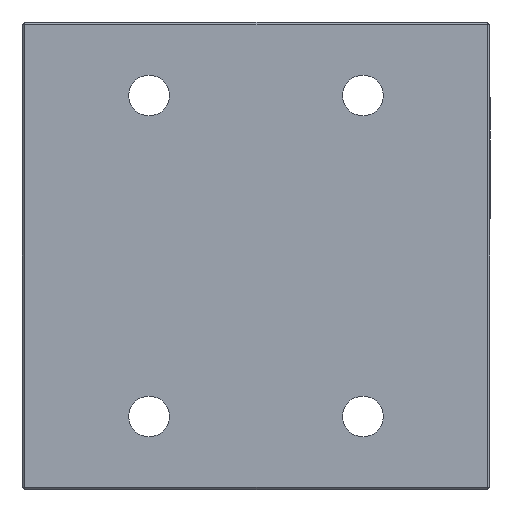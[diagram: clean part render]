
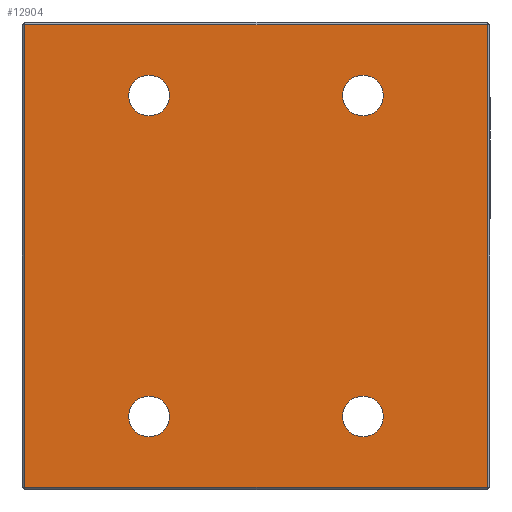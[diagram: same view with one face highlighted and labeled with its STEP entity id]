
A CAD part, front view. The second image highlights one B-rep face of the part: STEP entity #12904.
In plain terms, the highlighted planar face has unit normal (0, -1, 0).
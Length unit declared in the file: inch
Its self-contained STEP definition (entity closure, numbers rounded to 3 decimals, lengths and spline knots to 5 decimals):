
#252 = CARTESIAN_POINT ( 'NONE',  ( 0.4, 0., 0.6 ) ) ;
#548 = ORIENTED_EDGE ( 'NONE', *, *, #10096, .T. ) ;
#957 = VERTEX_POINT ( 'NONE', #14504 ) ;
#1365 = CIRCLE ( 'NONE', #28628, 0.076 ) ;
#1388 = FACE_BOUND ( 'NONE', #17522, .T. ) ;
#3061 = VECTOR ( 'NONE', #8634, 39.37008 ) ;
#3179 = DIRECTION ( 'NONE',  ( 0., 0., 1. ) ) ;
#3181 = CARTESIAN_POINT ( 'NONE',  ( 0.4, 0., 0.524 ) ) ;
#3602 = FACE_OUTER_BOUND ( 'NONE', #15857, .T. ) ;
#4129 = CARTESIAN_POINT ( 'NONE',  ( -0.4, 0., -0.676 ) ) ;
#4136 = VERTEX_POINT ( 'NONE', #5954 ) ;
#4244 = EDGE_LOOP ( 'NONE', ( #23954, #5837 ) ) ;
#4589 = CARTESIAN_POINT ( 'NONE',  ( 0.4, 0., 0.676 ) ) ;
#4712 = ORIENTED_EDGE ( 'NONE', *, *, #7157, .T. ) ;
#4772 = CARTESIAN_POINT ( 'NONE',  ( -0.4, 0., 0.676 ) ) ;
#5074 = CARTESIAN_POINT ( 'NONE',  ( -0.4, 0., 0.524 ) ) ;
#5127 = VERTEX_POINT ( 'NONE', #13980 ) ;
#5170 = EDGE_LOOP ( 'NONE', ( #548, #10797 ) ) ;
#5340 = CIRCLE ( 'NONE', #20370, 0.076 ) ;
#5359 = CIRCLE ( 'NONE', #28856, 0.076 ) ;
#5387 = EDGE_CURVE ( 'NONE', #8229, #4136, #18265, .T. ) ;
#5405 = AXIS2_PLACEMENT_3D ( 'NONE', #25472, #23549, #25616 ) ;
#5837 = ORIENTED_EDGE ( 'NONE', *, *, #8094, .T. ) ;
#5954 = CARTESIAN_POINT ( 'NONE',  ( 0.865, 0., 0.865 ) ) ;
#6710 = ORIENTED_EDGE ( 'NONE', *, *, #20290, .T. ) ;
#7094 = VERTEX_POINT ( 'NONE', #24798 ) ;
#7157 = EDGE_CURVE ( 'NONE', #27846, #11635, #5340, .T. ) ;
#7566 = CARTESIAN_POINT ( 'NONE',  ( -0.865, 0., 0. ) ) ;
#7825 = AXIS2_PLACEMENT_3D ( 'NONE', #12837, #22101, #12982 ) ;
#8094 = EDGE_CURVE ( 'NONE', #27070, #17235, #5359, .T. ) ;
#8229 = VERTEX_POINT ( 'NONE', #20453 ) ;
#8244 = AXIS2_PLACEMENT_3D ( 'NONE', #18196, #27192, #9361 ) ;
#8262 = ORIENTED_EDGE ( 'NONE', *, *, #10001, .T. ) ;
#8293 = VECTOR ( 'NONE', #22969, 39.37008 ) ;
#8366 = DIRECTION ( 'NONE',  ( 0., 1., 0. ) ) ;
#8634 = DIRECTION ( 'NONE',  ( 1., 0., 0. ) ) ;
#8963 = CARTESIAN_POINT ( 'NONE',  ( -0.4, 0., -0.6 ) ) ;
#9156 = CIRCLE ( 'NONE', #5405, 0.076 ) ;
#9361 = DIRECTION ( 'NONE',  ( 0., 0., 1. ) ) ;
#9570 = CARTESIAN_POINT ( 'NONE',  ( 0.865, 0., 0. ) ) ;
#9577 = ORIENTED_EDGE ( 'NONE', *, *, #24829, .T. ) ;
#9875 = AXIS2_PLACEMENT_3D ( 'NONE', #8963, #20713, #18373 ) ;
#10001 = EDGE_CURVE ( 'NONE', #19087, #16564, #13725, .T. ) ;
#10096 = EDGE_CURVE ( 'NONE', #5127, #7094, #23753, .T. ) ;
#10405 = ORIENTED_EDGE ( 'NONE', *, *, #28564, .T. ) ;
#10733 = EDGE_CURVE ( 'NONE', #11635, #27846, #9156, .T. ) ;
#10797 = ORIENTED_EDGE ( 'NONE', *, *, #14614, .T. ) ;
#11186 = ORIENTED_EDGE ( 'NONE', *, *, #5387, .T. ) ;
#11209 = PLANE ( 'NONE',  #7825 ) ;
#11264 = EDGE_CURVE ( 'NONE', #957, #8229, #13621, .T. ) ;
#11386 = DIRECTION ( 'NONE',  ( 0., 0., 1. ) ) ;
#11454 = VECTOR ( 'NONE', #13195, 39.37008 ) ;
#11616 = AXIS2_PLACEMENT_3D ( 'NONE', #24405, #8366, #17344 ) ;
#11635 = VERTEX_POINT ( 'NONE', #4772 ) ;
#12129 = DIRECTION ( 'NONE',  ( 0., 1., 0. ) ) ;
#12549 = FACE_BOUND ( 'NONE', #4244, .T. ) ;
#12762 = CARTESIAN_POINT ( 'NONE',  ( 0., 0., 0.865 ) ) ;
#12837 = CARTESIAN_POINT ( 'NONE',  ( 0., 0., 0. ) ) ;
#12904 = ADVANCED_FACE ( 'NONE', ( #3602, #12549, #19326, #21527, #1388 ), #11209, .F. ) ;
#12982 = DIRECTION ( 'NONE',  ( 0., 0., 1. ) ) ;
#13035 = DIRECTION ( 'NONE',  ( 0., 1., 0. ) ) ;
#13195 = DIRECTION ( 'NONE',  ( -1., 0., 0. ) ) ;
#13488 = DIRECTION ( 'NONE',  ( 0., 0., 1. ) ) ;
#13621 = LINE ( 'NONE', #22605, #3061 ) ;
#13725 = CIRCLE ( 'NONE', #17492, 0.076 ) ;
#13980 = CARTESIAN_POINT ( 'NONE',  ( 0.4, 0., -0.524 ) ) ;
#14504 = CARTESIAN_POINT ( 'NONE',  ( -0.865, 0., -0.865 ) ) ;
#14598 = EDGE_LOOP ( 'NONE', ( #8262, #10405 ) ) ;
#14614 = EDGE_CURVE ( 'NONE', #7094, #5127, #22445, .T. ) ;
#15174 = CARTESIAN_POINT ( 'NONE',  ( -0.865, 0., 0.865 ) ) ;
#15508 = VERTEX_POINT ( 'NONE', #15174 ) ;
#15555 = VECTOR ( 'NONE', #16547, 39.37008 ) ;
#15857 = EDGE_LOOP ( 'NONE', ( #11186, #6710, #9577, #16945 ) ) ;
#16547 = DIRECTION ( 'NONE',  ( 0., 0., -1. ) ) ;
#16564 = VERTEX_POINT ( 'NONE', #3181 ) ;
#16945 = ORIENTED_EDGE ( 'NONE', *, *, #11264, .T. ) ;
#17235 = VERTEX_POINT ( 'NONE', #17892 ) ;
#17323 = LINE ( 'NONE', #12762, #11454 ) ;
#17344 = DIRECTION ( 'NONE',  ( 0., 0., 1. ) ) ;
#17492 = AXIS2_PLACEMENT_3D ( 'NONE', #252, #27480, #13488 ) ;
#17522 = EDGE_LOOP ( 'NONE', ( #27276, #4712 ) ) ;
#17892 = CARTESIAN_POINT ( 'NONE',  ( -0.4, 0., -0.524 ) ) ;
#18162 = DIRECTION ( 'NONE',  ( 0., 1., 0. ) ) ;
#18196 = CARTESIAN_POINT ( 'NONE',  ( 0.4, 0., -0.6 ) ) ;
#18265 = LINE ( 'NONE', #9570, #8293 ) ;
#18373 = DIRECTION ( 'NONE',  ( 0., 0., 1. ) ) ;
#19087 = VERTEX_POINT ( 'NONE', #4589 ) ;
#19326 = FACE_BOUND ( 'NONE', #5170, .T. ) ;
#19847 = EDGE_CURVE ( 'NONE', #17235, #27070, #26810, .T. ) ;
#19948 = CARTESIAN_POINT ( 'NONE',  ( 0.4, 0., 0.6 ) ) ;
#20290 = EDGE_CURVE ( 'NONE', #4136, #15508, #17323, .T. ) ;
#20370 = AXIS2_PLACEMENT_3D ( 'NONE', #27160, #18162, #11386 ) ;
#20453 = CARTESIAN_POINT ( 'NONE',  ( 0.865, 0., -0.865 ) ) ;
#20713 = DIRECTION ( 'NONE',  ( 0., 1., 0. ) ) ;
#20949 = LINE ( 'NONE', #7566, #15555 ) ;
#21527 = FACE_BOUND ( 'NONE', #14598, .T. ) ;
#22101 = DIRECTION ( 'NONE',  ( 0., 1., 0. ) ) ;
#22445 = CIRCLE ( 'NONE', #11616, 0.076 ) ;
#22605 = CARTESIAN_POINT ( 'NONE',  ( 0., 0., -0.865 ) ) ;
#22969 = DIRECTION ( 'NONE',  ( 0., 0., 1. ) ) ;
#23549 = DIRECTION ( 'NONE',  ( 0., 1., 0. ) ) ;
#23753 = CIRCLE ( 'NONE', #8244, 0.076 ) ;
#23954 = ORIENTED_EDGE ( 'NONE', *, *, #19847, .T. ) ;
#24405 = CARTESIAN_POINT ( 'NONE',  ( 0.4, 0., -0.6 ) ) ;
#24798 = CARTESIAN_POINT ( 'NONE',  ( 0.4, 0., -0.676 ) ) ;
#24829 = EDGE_CURVE ( 'NONE', #15508, #957, #20949, .T. ) ;
#25109 = CARTESIAN_POINT ( 'NONE',  ( -0.4, 0., -0.6 ) ) ;
#25472 = CARTESIAN_POINT ( 'NONE',  ( -0.4, 0., 0.6 ) ) ;
#25616 = DIRECTION ( 'NONE',  ( 0., 0., 1. ) ) ;
#26810 = CIRCLE ( 'NONE', #9875, 0.076 ) ;
#27070 = VERTEX_POINT ( 'NONE', #4129 ) ;
#27160 = CARTESIAN_POINT ( 'NONE',  ( -0.4, 0., 0.6 ) ) ;
#27192 = DIRECTION ( 'NONE',  ( 0., 1., 0. ) ) ;
#27276 = ORIENTED_EDGE ( 'NONE', *, *, #10733, .T. ) ;
#27480 = DIRECTION ( 'NONE',  ( 0., 1., 0. ) ) ;
#27846 = VERTEX_POINT ( 'NONE', #5074 ) ;
#28564 = EDGE_CURVE ( 'NONE', #16564, #19087, #1365, .T. ) ;
#28628 = AXIS2_PLACEMENT_3D ( 'NONE', #19948, #13035, #28940 ) ;
#28856 = AXIS2_PLACEMENT_3D ( 'NONE', #25109, #12129, #3179 ) ;
#28940 = DIRECTION ( 'NONE',  ( 0., 0., 1. ) ) ;
